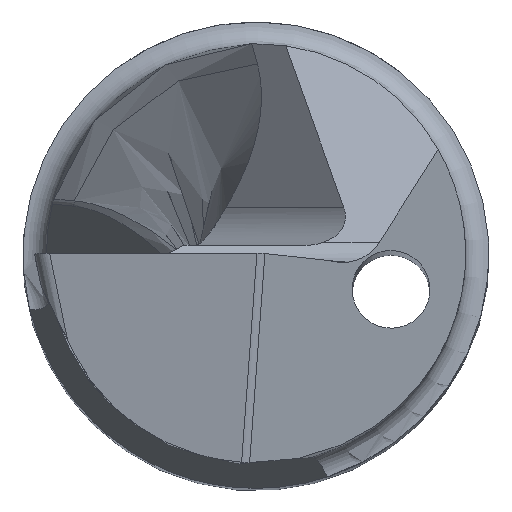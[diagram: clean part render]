
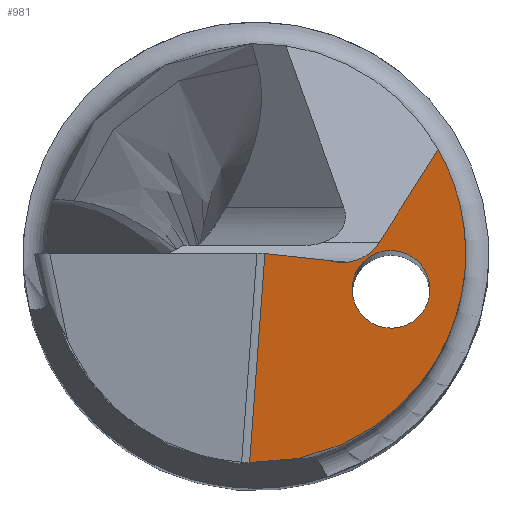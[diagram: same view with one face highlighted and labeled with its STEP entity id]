
A CAD part, top view. The second image highlights one B-rep face of the part: STEP entity #981.
In plain terms, the highlighted planar face has unit normal (0.696, -0.174, 0.696).
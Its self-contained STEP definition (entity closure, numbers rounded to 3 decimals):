
#16 = CARTESIAN_POINT ( 'NONE',  ( 3.524, -0.732, 33.358 ) ) ;
#34 = CARTESIAN_POINT ( 'NONE',  ( 2.346, 1.336, 35.052 ) ) ;
#36 = CARTESIAN_POINT ( 'NONE',  ( 0.115, -0.008, 36.947 ) ) ;
#42 = FACE_OUTER_BOUND ( 'NONE', #468, .T. ) ;
#49 = LINE ( 'NONE', #1412, #196 ) ;
#56 = DIRECTION ( 'NONE',  ( 0.509, 0.804, -0.308 ) ) ;
#65 = EDGE_LOOP ( 'NONE', ( #1124 ) ) ;
#129 = VERTEX_POINT ( 'NONE', #239 ) ;
#163 = CARTESIAN_POINT ( 'NONE',  ( -0.082, -2.699, 36.474 ) ) ;
#169 = AXIS2_PLACEMENT_3D ( 'NONE', #740, #523, #287 ) ;
#185 = CARTESIAN_POINT ( 'NONE',  ( 0.927, -0.905, 35.912 ) ) ;
#188 = EDGE_CURVE ( 'NONE', #129, #486, #1234, .T. ) ;
#196 = VECTOR ( 'NONE', #852, 1000. ) ;
#239 = CARTESIAN_POINT ( 'NONE',  ( 1.109, -0.115, 35.926 ) ) ;
#261 = CARTESIAN_POINT ( 'NONE',  ( 2.224, -0.587, 34.694 ) ) ;
#272 = LINE ( 'NONE', #921, #870 ) ;
#280 = DIRECTION ( 'NONE',  ( 0.072, 0.982, 0.173 ) ) ;
#287 = DIRECTION ( 'NONE',  ( -0.707, 0., 0.707 ) ) ;
#342 = EDGE_CURVE ( 'NONE', #709, #920, #858, .T. ) ;
#345 = CARTESIAN_POINT ( 'NONE',  ( 1.477, -0.036, 35.579 ) ) ;
#360 = CARTESIAN_POINT ( 'NONE',  ( 2.297, -2.771, 34.076 ) ) ;
#468 = EDGE_LOOP ( 'NONE', ( #882, #1132, #1452, #718, #1368 ) ) ;
#478 = CARTESIAN_POINT ( 'NONE',  ( 2.466, 0.383, 34.694 ) ) ;
#484 = EDGE_CURVE ( 'NONE', #1226, #1226, #590, .T. ) ;
#486 = VERTEX_POINT ( 'NONE', #1286 ) ;
#513 = EDGE_CURVE ( 'NONE', #709, #546, #272, .T. ) ;
#523 = DIRECTION ( 'NONE',  ( 0.696, -0.174, 0.696 ) ) ;
#546 = VERTEX_POINT ( 'NONE', #36 ) ;
#578 = CARTESIAN_POINT ( 'NONE',  ( 1.254, -0.345, 35.725 ) ) ;
#590 =( BOUNDED_CURVE ( )  B_SPLINE_CURVE ( 3, ( #261, #478, #1385, #578, #1148, #594, #929 ),
 .UNSPECIFIED., .T., .F. ) 
 B_SPLINE_CURVE_WITH_KNOTS ( ( 4, 3, 4 ),
 ( 0., 3.142, 6.283 ),
 .UNSPECIFIED. ) 
 CURVE ( )  GEOMETRIC_REPRESENTATION_ITEM ( )  RATIONAL_B_SPLINE_CURVE ( ( 1., 0.333, 0.333, 1., 0.333, 0.333, 1. ) ) 
 REPRESENTATION_ITEM ( '' )  );
#594 = CARTESIAN_POINT ( 'NONE',  ( 1.982, -1.557, 34.694 ) ) ;
#709 = VERTEX_POINT ( 'NONE', #163 ) ;
#718 = ORIENTED_EDGE ( 'NONE', *, *, #342, .T. ) ;
#740 = CARTESIAN_POINT ( 'NONE',  ( 0.034, 0.1, 37.056 ) ) ;
#747 = PLANE ( 'NONE',  #169 ) ;
#751 = CARTESIAN_POINT ( 'NONE',  ( 2.224, -0.587, 34.694 ) ) ;
#791 = CARTESIAN_POINT ( 'NONE',  ( 1.588, 0.139, 35.511 ) ) ;
#844 = CARTESIAN_POINT ( 'NONE',  ( -0.082, -2.699, 36.474 ) ) ;
#852 = DIRECTION ( 'NONE',  ( 0.696, -0.075, -0.714 ) ) ;
#858 =( BOUNDED_CURVE ( )  B_SPLINE_CURVE ( 3, ( #844, #360, #16, #1067 ),
 .UNSPECIFIED., .F., .F. ) 
 B_SPLINE_CURVE_WITH_KNOTS ( ( 4, 4 ),
 ( 4.926, 7.045 ),
 .UNSPECIFIED. ) 
 CURVE ( )  GEOMETRIC_REPRESENTATION_ITEM ( )  RATIONAL_B_SPLINE_CURVE ( ( 1., 0.66, 0.66, 1. ) ) 
 REPRESENTATION_ITEM ( '' )  );
#870 = VECTOR ( 'NONE', #280, 1000. ) ;
#882 = ORIENTED_EDGE ( 'NONE', *, *, #188, .F. ) ;
#895 = VECTOR ( 'NONE', #56, 1000. ) ;
#920 = VERTEX_POINT ( 'NONE', #34 ) ;
#921 = CARTESIAN_POINT ( 'NONE',  ( 0.124, 0.109, 36.968 ) ) ;
#929 = CARTESIAN_POINT ( 'NONE',  ( 2.224, -0.587, 34.694 ) ) ;
#953 = FACE_BOUND ( 'NONE', #65, .T. ) ;
#981 = ADVANCED_FACE ( 'NONE', ( #953, #42 ), #747, .T. ) ;
#1067 = CARTESIAN_POINT ( 'NONE',  ( 2.346, 1.336, 35.052 ) ) ;
#1094 = CARTESIAN_POINT ( 'NONE',  ( 1.109, -0.115, 35.926 ) ) ;
#1124 = ORIENTED_EDGE ( 'NONE', *, *, #484, .F. ) ;
#1132 = ORIENTED_EDGE ( 'NONE', *, *, #1278, .F. ) ;
#1148 = CARTESIAN_POINT ( 'NONE',  ( 1.012, -1.315, 35.725 ) ) ;
#1226 = VERTEX_POINT ( 'NONE', #751 ) ;
#1234 =( BOUNDED_CURVE ( )  B_SPLINE_CURVE ( 3, ( #1094, #1440, #345, #791 ),
 .UNSPECIFIED., .F., .F. ) 
 B_SPLINE_CURVE_WITH_KNOTS ( ( 4, 4 ),
 ( 1.222, 2.531 ),
 .UNSPECIFIED. ) 
 CURVE ( )  GEOMETRIC_REPRESENTATION_ITEM ( )  RATIONAL_B_SPLINE_CURVE ( ( 1., 0.862, 0.862, 1. ) ) 
 REPRESENTATION_ITEM ( '' )  );
#1278 = EDGE_CURVE ( 'NONE', #546, #129, #49, .T. ) ;
#1286 = CARTESIAN_POINT ( 'NONE',  ( 1.588, 0.139, 35.511 ) ) ;
#1296 = LINE ( 'NONE', #185, #895 ) ;
#1321 = EDGE_CURVE ( 'NONE', #486, #920, #1296, .T. ) ;
#1368 = ORIENTED_EDGE ( 'NONE', *, *, #1321, .F. ) ;
#1385 = CARTESIAN_POINT ( 'NONE',  ( 1.495, 0.625, 35.725 ) ) ;
#1412 = CARTESIAN_POINT ( 'NONE',  ( 0.016, 0.003, 37.049 ) ) ;
#1440 = CARTESIAN_POINT ( 'NONE',  ( 1.292, -0.135, 35.739 ) ) ;
#1452 = ORIENTED_EDGE ( 'NONE', *, *, #513, .F. ) ;
